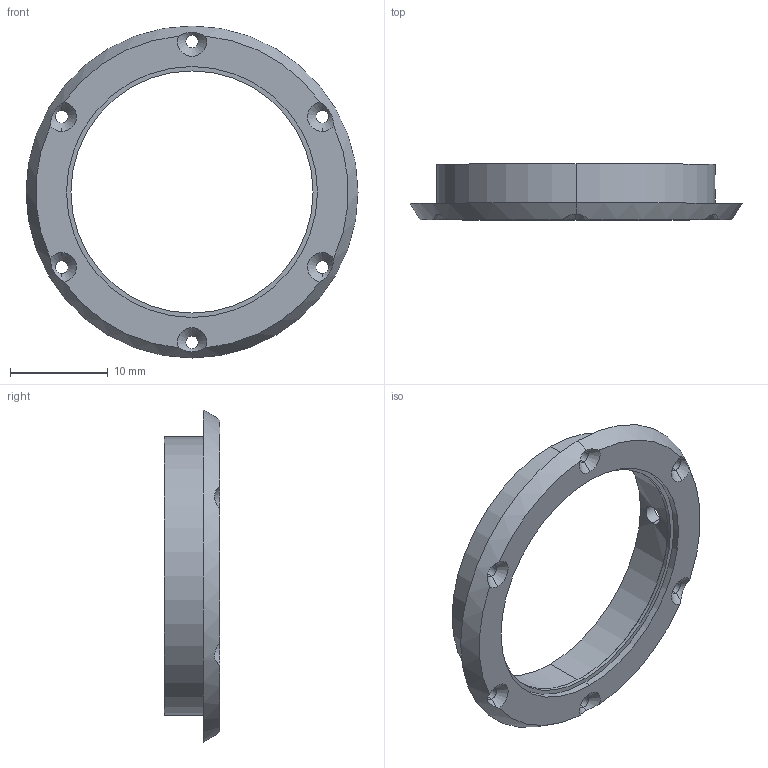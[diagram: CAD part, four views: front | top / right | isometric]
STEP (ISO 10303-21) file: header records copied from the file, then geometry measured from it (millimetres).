
FILE_DESCRIPTION (( 'STEP AP214' ), '1' );
FILE_NAME ('fond de boitier.STEP', '2025-01-19T13:45:09', ( '' ), ( '' ), 'SwSTEP 2.0', 'SolidWorks 2024', '' );
FILE_SCHEMA (( 'AUTOMOTIVE_DESIGN' ));
Length unit declared in the file: millimetre
Products named in the file (1): fond de boitier
Bounding box: 34 x 5.7 x 34 mm (x, y, z)
Volume: 971.1 mm3; surface area: 1767.5 mm2
Topology: 1 solids, 1 shells, 43 faces, 116 edges, 72 vertices
Faces by surface type: cylinder 22, cone 16, plane 5
Entity records: 1543 total; most frequent: CARTESIAN_POINT 388, DIRECTION 250, ORIENTED_EDGE 232, EDGE_CURVE 116, AXIS2_PLACEMENT_3D 106, VERTEX_POINT 72, CIRCLE 62, EDGE_LOOP 56
